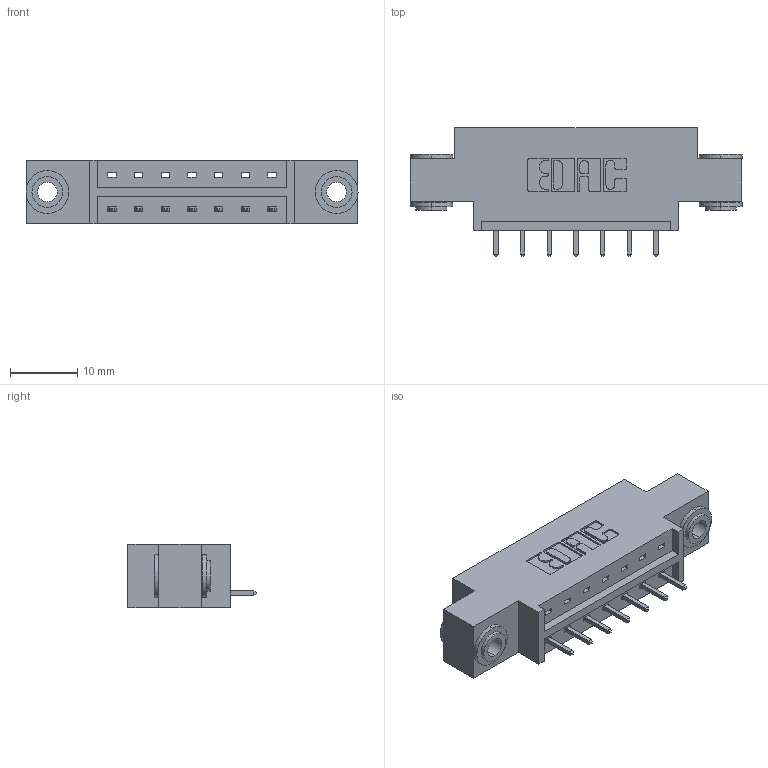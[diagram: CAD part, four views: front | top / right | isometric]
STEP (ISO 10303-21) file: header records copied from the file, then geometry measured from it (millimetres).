
FILE_DESCRIPTION (( 'STEP AP203' ), '1' );
FILE_NAME ('833-007-521-603.STEP', '2020-05-30T14:39:11', ( '' ), ( '' ), 'SwSTEP 2.0', 'SolidWorks 2020', '' );
FILE_SCHEMA (( 'CONFIG_CONTROL_DESIGN' ));
Length unit declared in the file: inch
Products named in the file (4): 833 Part_Offset - .156 Dia - TH; 345-292-001_345-293-121; 833-007-521-603; 345-250-002_345-250-002-102
Assembly tree (10 placements, depth 2):
  833-007-521-603
    833 Part_Offset - .156 Dia - TH
    345-292-001_345-293-121  x7
    345-250-002_345-250-002-102  x2
Bounding box: 49.28 x 19.06 x 9.4 mm (x, y, z)
Volume: 4429.2 mm3; surface area: 4906.2 mm2
Topology: 10 solids, 10 shells, 562 faces, 1631 edges, 1074 vertices
Faces by surface type: plane 378, cylinder 176, cone 8
Entity records: 9606 total; most frequent: CARTESIAN_POINT 1642, ORIENTED_EDGE 1578, DIRECTION 1489, EDGE_CURVE 789, LINE 637, VECTOR 637, VERTEX_POINT 522, AXIS2_PLACEMENT_3D 426
